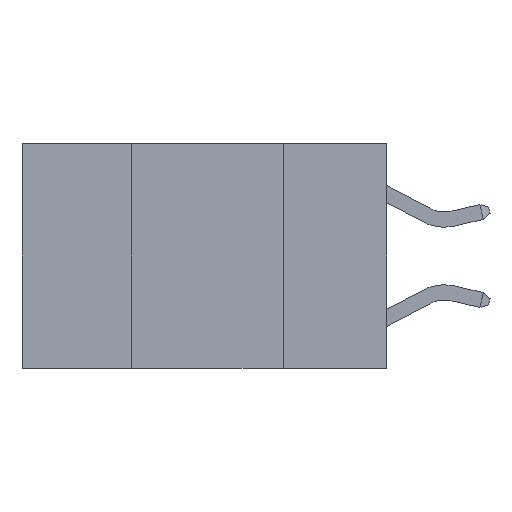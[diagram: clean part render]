
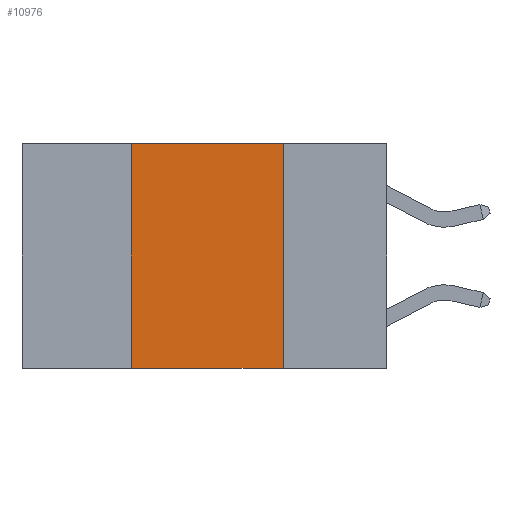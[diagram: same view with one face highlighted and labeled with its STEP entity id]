
A CAD part, left-side view. The second image highlights one B-rep face of the part: STEP entity #10976.
In plain terms, the highlighted planar face has unit normal (-1, 0, 0).
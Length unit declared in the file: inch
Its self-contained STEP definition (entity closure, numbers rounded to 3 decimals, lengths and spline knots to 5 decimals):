
#369 = DIRECTION ( 'NONE',  ( 0., -1., 0. ) ) ;
#784 = DIRECTION ( 'NONE',  ( 1., 0., 0. ) ) ;
#1195 = DIRECTION ( 'NONE',  ( 0., -1., 0. ) ) ;
#1794 = DIRECTION ( 'NONE',  ( 0., 0., -1. ) ) ;
#1915 = ORIENTED_EDGE ( 'NONE', *, *, #7376, .F. ) ;
#2995 = CARTESIAN_POINT ( 'NONE',  ( 0., 0.42, 0. ) ) ;
#3274 = VERTEX_POINT ( 'NONE', #2995 ) ;
#3637 = CARTESIAN_POINT ( 'NONE',  ( 0., 0.17, -0.37 ) ) ;
#3899 = DIRECTION ( 'NONE',  ( 0., 0., 1. ) ) ;
#4418 = CARTESIAN_POINT ( 'NONE',  ( 0., 0.6, -0.37 ) ) ;
#4479 = VERTEX_POINT ( 'NONE', #3637 ) ;
#4908 = LINE ( 'NONE', #8559, #14492 ) ;
#5052 = LINE ( 'NONE', #10988, #5939 ) ;
#5939 = VECTOR ( 'NONE', #369, 39.37008 ) ;
#6314 = ORIENTED_EDGE ( 'NONE', *, *, #15155, .T. ) ;
#7376 = EDGE_CURVE ( 'NONE', #3274, #7916, #5052, .T. ) ;
#7398 = ORIENTED_EDGE ( 'NONE', *, *, #12856, .F. ) ;
#7718 = CARTESIAN_POINT ( 'NONE',  ( 0., 0.6, 0. ) ) ;
#7916 = VERTEX_POINT ( 'NONE', #12534 ) ;
#8559 = CARTESIAN_POINT ( 'NONE',  ( 0., 0.42, 0. ) ) ;
#8775 = ORIENTED_EDGE ( 'NONE', *, *, #10864, .F. ) ;
#8869 = LINE ( 'NONE', #12392, #9923 ) ;
#9097 = FACE_OUTER_BOUND ( 'NONE', #13341, .T. ) ;
#9923 = VECTOR ( 'NONE', #1794, 39.37008 ) ;
#10547 = VERTEX_POINT ( 'NONE', #12478 ) ;
#10864 = EDGE_CURVE ( 'NONE', #10547, #3274, #4908, .T. ) ;
#10976 = ADVANCED_FACE ( 'NONE', ( #9097 ), #14602, .F. ) ;
#10988 = CARTESIAN_POINT ( 'NONE',  ( 0., 0.6, 0. ) ) ;
#11161 = DIRECTION ( 'NONE',  ( 0., 0., -1. ) ) ;
#12308 = AXIS2_PLACEMENT_3D ( 'NONE', #7718, #784, #11161 ) ;
#12392 = CARTESIAN_POINT ( 'NONE',  ( 0., 0.17, 0. ) ) ;
#12478 = CARTESIAN_POINT ( 'NONE',  ( 0., 0.42, -0.37 ) ) ;
#12534 = CARTESIAN_POINT ( 'NONE',  ( 0., 0.17, 0. ) ) ;
#12856 = EDGE_CURVE ( 'NONE', #7916, #4479, #8869, .T. ) ;
#13341 = EDGE_LOOP ( 'NONE', ( #7398, #1915, #8775, #6314 ) ) ;
#13626 = VECTOR ( 'NONE', #1195, 39.37008 ) ;
#14492 = VECTOR ( 'NONE', #3899, 39.37008 ) ;
#14602 = PLANE ( 'NONE',  #12308 ) ;
#15031 = LINE ( 'NONE', #4418, #13626 ) ;
#15155 = EDGE_CURVE ( 'NONE', #10547, #4479, #15031, .T. ) ;
